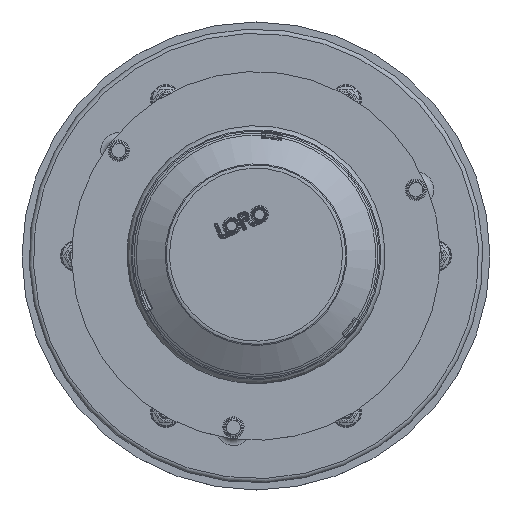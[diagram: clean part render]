
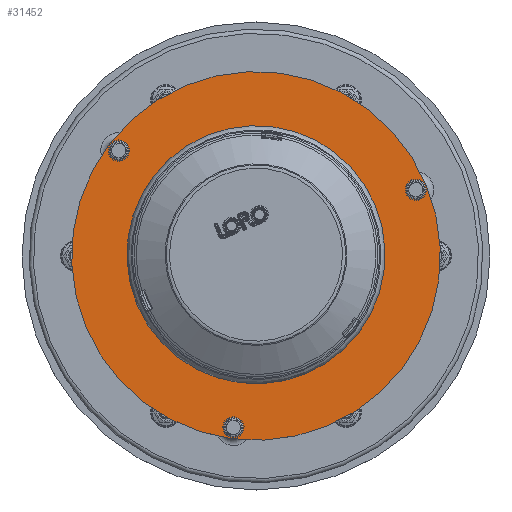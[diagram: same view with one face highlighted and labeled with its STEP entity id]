
A CAD part, top view. The second image highlights one B-rep face of the part: STEP entity #31452.
In plain terms, the highlighted planar face has unit normal (0, 0, 1).
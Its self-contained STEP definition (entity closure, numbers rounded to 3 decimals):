
#836=FACE_BOUND('',#5162,.T.);
#837=FACE_BOUND('',#5163,.T.);
#838=FACE_BOUND('',#5164,.T.);
#839=FACE_BOUND('',#5165,.T.);
#1305=PLANE('',#33847);
#3292=FACE_OUTER_BOUND('',#5161,.T.);
#5161=EDGE_LOOP('',(#24020));
#5162=EDGE_LOOP('',(#24021));
#5163=EDGE_LOOP('',(#24022));
#5164=EDGE_LOOP('',(#24023));
#5165=EDGE_LOOP('',(#24024));
#11956=CIRCLE('',#33833,4.);
#11958=CIRCLE('',#33836,84.5);
#11960=CIRCLE('',#33839,4.);
#11962=CIRCLE('',#33842,4.);
#11964=CIRCLE('',#33845,130.);
#14117=VERTEX_POINT('',#54348);
#14119=VERTEX_POINT('',#54354);
#14121=VERTEX_POINT('',#54360);
#14123=VERTEX_POINT('',#54366);
#14125=VERTEX_POINT('',#54372);
#17750=EDGE_CURVE('',#14117,#14117,#11956,.T.);
#17753=EDGE_CURVE('',#14119,#14119,#11958,.T.);
#17756=EDGE_CURVE('',#14121,#14121,#11960,.T.);
#17759=EDGE_CURVE('',#14123,#14123,#11962,.T.);
#17762=EDGE_CURVE('',#14125,#14125,#11964,.T.);
#24020=ORIENTED_EDGE('',*,*,#17762,.T.);
#24021=ORIENTED_EDGE('',*,*,#17759,.T.);
#24022=ORIENTED_EDGE('',*,*,#17756,.T.);
#24023=ORIENTED_EDGE('',*,*,#17753,.T.);
#24024=ORIENTED_EDGE('',*,*,#17750,.T.);
#31452=ADVANCED_FACE('',(#3292,#836,#837,#838,#839),#1305,.T.);
#33833=AXIS2_PLACEMENT_3D('',#54350,#39130,#39131);
#33836=AXIS2_PLACEMENT_3D('',#54356,#39137,#39138);
#33839=AXIS2_PLACEMENT_3D('',#54362,#39144,#39145);
#33842=AXIS2_PLACEMENT_3D('',#54368,#39151,#39152);
#33845=AXIS2_PLACEMENT_3D('',#54374,#39158,#39159);
#33847=AXIS2_PLACEMENT_3D('',#54376,#39162,#39163);
#39130=DIRECTION('center_axis',(0.,0.,-1.));
#39131=DIRECTION('ref_axis',(0.,-1.,0.));
#39137=DIRECTION('center_axis',(0.,0.,-1.));
#39138=DIRECTION('ref_axis',(0.,1.,0.));
#39144=DIRECTION('center_axis',(0.,0.,-1.));
#39145=DIRECTION('ref_axis',(0.,1.,0.));
#39151=DIRECTION('center_axis',(0.,0.,-1.));
#39152=DIRECTION('ref_axis',(0.,1.,0.));
#39158=DIRECTION('center_axis',(0.,0.,1.));
#39159=DIRECTION('ref_axis',(0.,1.,0.));
#39162=DIRECTION('center_axis',(0.,0.,1.));
#39163=DIRECTION('ref_axis',(1.,0.,0.));
#54348=CARTESIAN_POINT('',(1708.266,473.85,1.5));
#54350=CARTESIAN_POINT('Origin',(1708.266,469.85,1.5));
#54354=CARTESIAN_POINT('',(1769.266,491.005,1.5));
#54356=CARTESIAN_POINT('Origin',(1769.266,575.505,1.5));
#54360=CARTESIAN_POINT('',(1891.266,571.505,1.5));
#54362=CARTESIAN_POINT('Origin',(1891.266,575.505,1.5));
#54366=CARTESIAN_POINT('',(1708.266,677.16,1.5));
#54368=CARTESIAN_POINT('Origin',(1708.266,681.16,1.5));
#54372=CARTESIAN_POINT('',(1769.266,445.505,1.5));
#54374=CARTESIAN_POINT('Origin',(1769.266,575.505,1.5));
#54376=CARTESIAN_POINT('Origin',(1769.266,575.505,1.5));
